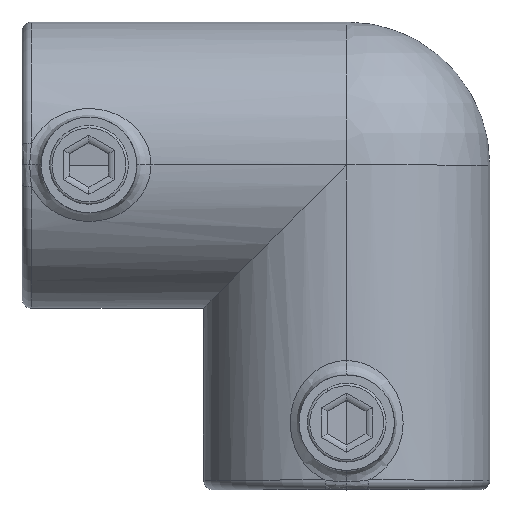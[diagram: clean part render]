
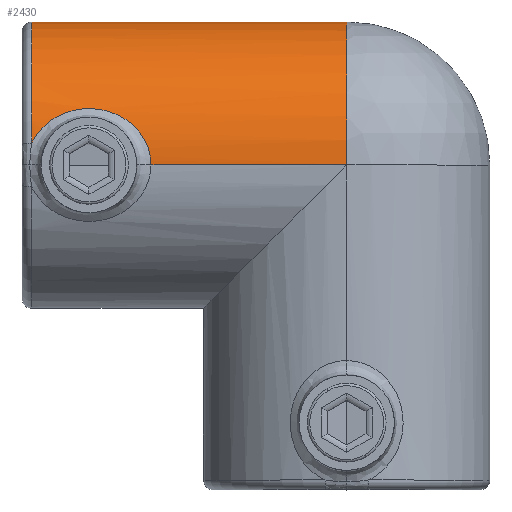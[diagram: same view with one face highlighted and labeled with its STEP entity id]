
A CAD part, top view. The second image highlights one B-rep face of the part: STEP entity #2430.
In plain terms, the highlighted cylindrical face has radius 30 mm (diameter 60 mm), a partial arc.
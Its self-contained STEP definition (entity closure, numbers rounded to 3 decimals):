
#117 = CARTESIAN_POINT ( 'NONE',  ( -41., 68., 30. ) ) ;
#133 = CIRCLE ( 'NONE', #904, 30. ) ;
#150 = ORIENTED_EDGE ( 'NONE', *, *, #3166, .T. ) ;
#161 = CARTESIAN_POINT ( 'NONE',  ( -52.022, 79.685, 27.631 ) ) ;
#162 = VERTEX_POINT ( 'NONE', #3364 ) ;
#175 = CARTESIAN_POINT ( 'NONE',  ( -42.668, 73.801, 29.435 ) ) ;
#195 = DIRECTION ( 'NONE',  ( 1., 0., 0. ) ) ;
#353 = VERTEX_POINT ( 'NONE', #1403 ) ;
#379 = B_SPLINE_CURVE_WITH_KNOTS ( 'NONE', 3,
 ( #2749, #2402, #2417, #3310, #2155, #2724, #3044, #1292, #1568, #659, #961, #2431, #1251, #1543, #1850, #2763, #2129, #418, #390, #2452, #1325, #1602, #3115, #2192, #161, #1918, #1588, #1343, #3656, #1642, #3391, #461, #2478, #2514, #2803, #1314, #3385, #3404, #2503, #175, #427, #757, #1631, #2773, #3089, #2817, #1614, #3064 ),
 .UNSPECIFIED., .F., .F.,
 ( 4, 2, 2, 2, 2, 2, 2, 2, 2, 2, 2, 2, 2, 2, 2, 2, 2, 2, 2, 2, 2, 2, 2, 4 ),
 ( 0.005, 0.007, 0.008, 0.009, 0.011, 0.012, 0.013, 0.015, 0.017, 0.018, 0.02, 0.021, 0.022, 0.024, 0.025, 0.026, 0.028, 0.029, 0.031, 0.033, 0.034, 0.035, 0.037, 0.039 ),
 .UNSPECIFIED. ) ;
#390 = CARTESIAN_POINT ( 'NONE',  ( -56.335, 79.631, 27.654 ) ) ;
#418 = CARTESIAN_POINT ( 'NONE',  ( -56.689, 79.567, 27.68 ) ) ;
#427 = CARTESIAN_POINT ( 'NONE',  ( -42.483, 73.493, 29.495 ) ) ;
#461 = CARTESIAN_POINT ( 'NONE',  ( -46.966, 77.961, 28.3 ) ) ;
#475 = CARTESIAN_POINT ( 'NONE',  ( 27.426, 68., 0. ) ) ;
#559 = EDGE_LOOP ( 'NONE', ( #665, #913, #150, #3121, #814 ) ) ;
#659 = CARTESIAN_POINT ( 'NONE',  ( -61.633, 77.572, 28.433 ) ) ;
#665 = ORIENTED_EDGE ( 'NONE', *, *, #1704, .T. ) ;
#757 = CARTESIAN_POINT ( 'NONE',  ( -42.146, 72.865, 29.605 ) ) ;
#763 = CARTESIAN_POINT ( 'NONE',  ( 27.426, 68., 30. ) ) ;
#814 = ORIENTED_EDGE ( 'NONE', *, *, #1802, .F. ) ;
#836 = CARTESIAN_POINT ( 'NONE',  ( -66., 72.545, 29.654 ) ) ;
#904 = AXIS2_PLACEMENT_3D ( 'NONE', #1421, #3445, #3169 ) ;
#913 = ORIENTED_EDGE ( 'NONE', *, *, #1443, .T. ) ;
#956 = DIRECTION ( 'NONE',  ( 1., 0., 0. ) ) ;
#961 = CARTESIAN_POINT ( 'NONE',  ( -61.331, 77.765, 28.367 ) ) ;
#1003 = CIRCLE ( 'NONE', #1026, 30. ) ;
#1026 = AXIS2_PLACEMENT_3D ( 'NONE', #2109, #956, #2405 ) ;
#1078 = DIRECTION ( 'NONE',  ( 0., 0., 1. ) ) ;
#1178 = LINE ( 'NONE', #763, #3779 ) ;
#1251 = CARTESIAN_POINT ( 'NONE',  ( -60.4, 78.292, 28.18 ) ) ;
#1273 = CYLINDRICAL_SURFACE ( 'NONE', #1402, 30. ) ;
#1279 = VECTOR ( 'NONE', #1959, 1000. ) ;
#1292 = CARTESIAN_POINT ( 'NONE',  ( -63.05, 76.511, 28.772 ) ) ;
#1314 = CARTESIAN_POINT ( 'NONE',  ( -44.692, 76.257, 28.842 ) ) ;
#1325 = CARTESIAN_POINT ( 'NONE',  ( -54.55, 79.826, 27.571 ) ) ;
#1343 = CARTESIAN_POINT ( 'NONE',  ( -49.238, 79.002, 27.91 ) ) ;
#1402 = AXIS2_PLACEMENT_3D ( 'NONE', #475, #2237, #1078 ) ;
#1403 = CARTESIAN_POINT ( 'NONE',  ( -66., 98., 0. ) ) ;
#1421 = CARTESIAN_POINT ( 'NONE',  ( 0., 68., 0. ) ) ;
#1443 = EDGE_CURVE ( 'NONE', #353, #1814, #1003, .T. ) ;
#1543 = CARTESIAN_POINT ( 'NONE',  ( -59.44, 78.754, 28.008 ) ) ;
#1568 = CARTESIAN_POINT ( 'NONE',  ( -62.507, 76.961, 28.634 ) ) ;
#1588 = CARTESIAN_POINT ( 'NONE',  ( -50.261, 79.338, 27.776 ) ) ;
#1602 = CARTESIAN_POINT ( 'NONE',  ( -53.467, 79.813, 27.576 ) ) ;
#1614 = CARTESIAN_POINT ( 'NONE',  ( -41., 68.73, 30. ) ) ;
#1631 = CARTESIAN_POINT ( 'NONE',  ( -41.993, 72.545, 29.656 ) ) ;
#1642 = CARTESIAN_POINT ( 'NONE',  ( -48.237, 78.599, 28.066 ) ) ;
#1704 = EDGE_CURVE ( 'NONE', #162, #353, #2181, .T. ) ;
#1802 = EDGE_CURVE ( 'NONE', #162, #2498, #133, .T. ) ;
#1814 = VERTEX_POINT ( 'NONE', #836 ) ;
#1850 = CARTESIAN_POINT ( 'NONE',  ( -58.777, 79.011, 27.907 ) ) ;
#1918 = CARTESIAN_POINT ( 'NONE',  ( -50.958, 79.509, 27.705 ) ) ;
#1959 = DIRECTION ( 'NONE',  ( -1., 0., 0. ) ) ;
#2047 = FACE_OUTER_BOUND ( 'NONE', #559, .T. ) ;
#2109 = CARTESIAN_POINT ( 'NONE',  ( -66., 68., 0. ) ) ;
#2129 = CARTESIAN_POINT ( 'NONE',  ( -57.396, 79.412, 27.745 ) ) ;
#2155 = CARTESIAN_POINT ( 'NONE',  ( -64.511, 74.963, 29.182 ) ) ;
#2181 = LINE ( 'NONE', #2238, #1279 ) ;
#2192 = CARTESIAN_POINT ( 'NONE',  ( -52.38, 79.731, 27.611 ) ) ;
#2237 = DIRECTION ( 'NONE',  ( -1., 0., 0. ) ) ;
#2238 = CARTESIAN_POINT ( 'NONE',  ( 30., 98., 0. ) ) ;
#2402 = CARTESIAN_POINT ( 'NONE',  ( -65.702, 73.196, 29.554 ) ) ;
#2405 = DIRECTION ( 'NONE',  ( 0., 0., 1. ) ) ;
#2417 = CARTESIAN_POINT ( 'NONE',  ( -65.346, 73.809, 29.438 ) ) ;
#2430 = ADVANCED_FACE ( 'NONE', ( #2047 ), #1273, .T. ) ;
#2431 = CARTESIAN_POINT ( 'NONE',  ( -60.714, 78.125, 28.24 ) ) ;
#2452 = CARTESIAN_POINT ( 'NONE',  ( -55.267, 79.78, 27.591 ) ) ;
#2478 = CARTESIAN_POINT ( 'NONE',  ( -46.363, 77.587, 28.43 ) ) ;
#2498 = VERTEX_POINT ( 'NONE', #3699 ) ;
#2503 = CARTESIAN_POINT ( 'NONE',  ( -43.262, 74.697, 29.249 ) ) ;
#2514 = CARTESIAN_POINT ( 'NONE',  ( -45.503, 76.951, 28.634 ) ) ;
#2580 = EDGE_CURVE ( 'NONE', #3443, #2498, #1178, .T. ) ;
#2724 = CARTESIAN_POINT ( 'NONE',  ( -64.048, 75.507, 29.047 ) ) ;
#2749 = CARTESIAN_POINT ( 'NONE',  ( -66., 72.545, 29.654 ) ) ;
#2763 = CARTESIAN_POINT ( 'NONE',  ( -57.747, 79.321, 27.782 ) ) ;
#2773 = CARTESIAN_POINT ( 'NONE',  ( -41.581, 71.562, 29.795 ) ) ;
#2803 = CARTESIAN_POINT ( 'NONE',  ( -45.225, 76.726, 28.704 ) ) ;
#2817 = CARTESIAN_POINT ( 'NONE',  ( -41.074, 69.453, 29.973 ) ) ;
#3044 = CARTESIAN_POINT ( 'NONE',  ( -63.806, 75.766, 28.978 ) ) ;
#3064 = CARTESIAN_POINT ( 'NONE',  ( -41., 68., 30. ) ) ;
#3089 = CARTESIAN_POINT ( 'NONE',  ( -41.367, 70.88, 29.87 ) ) ;
#3115 = CARTESIAN_POINT ( 'NONE',  ( -53.104, 79.795, 27.584 ) ) ;
#3121 = ORIENTED_EDGE ( 'NONE', *, *, #2580, .T. ) ;
#3166 = EDGE_CURVE ( 'NONE', #1814, #3443, #379, .T. ) ;
#3169 = DIRECTION ( 'NONE',  ( 0., 0., -1. ) ) ;
#3310 = CARTESIAN_POINT ( 'NONE',  ( -64.731, 74.68, 29.248 ) ) ;
#3364 = CARTESIAN_POINT ( 'NONE',  ( 0., 98., 0. ) ) ;
#3385 = CARTESIAN_POINT ( 'NONE',  ( -44.437, 76.013, 28.911 ) ) ;
#3391 = CARTESIAN_POINT ( 'NONE',  ( -47.914, 78.448, 28.122 ) ) ;
#3404 = CARTESIAN_POINT ( 'NONE',  ( -43.705, 75.248, 29.116 ) ) ;
#3443 = VERTEX_POINT ( 'NONE', #117 ) ;
#3445 = DIRECTION ( 'NONE',  ( 1., 0., 0. ) ) ;
#3656 = CARTESIAN_POINT ( 'NONE',  ( -48.899, 78.875, 27.96 ) ) ;
#3699 = CARTESIAN_POINT ( 'NONE',  ( 0., 68., 30. ) ) ;
#3779 = VECTOR ( 'NONE', #195, 1000. ) ;
